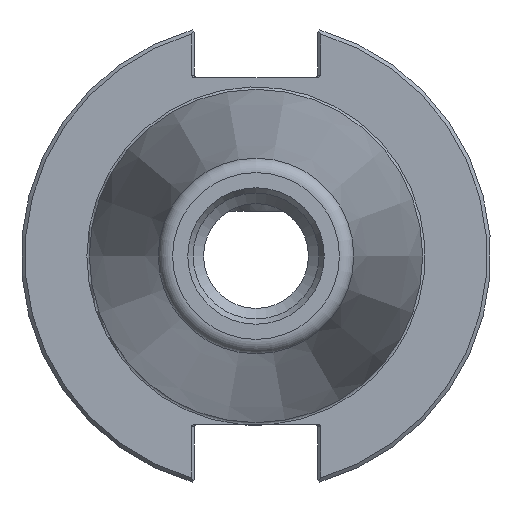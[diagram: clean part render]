
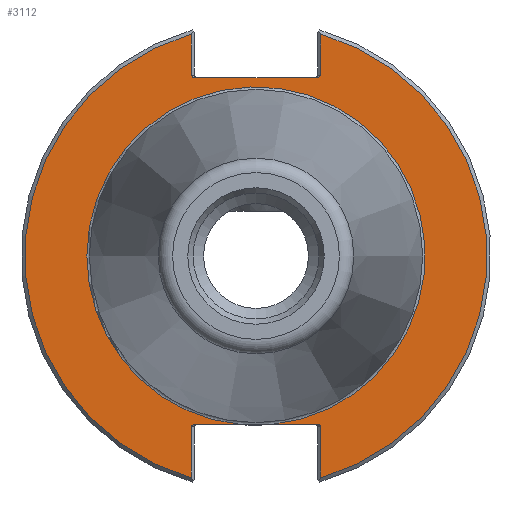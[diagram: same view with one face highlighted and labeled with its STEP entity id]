
A CAD part, left-side view. The second image highlights one B-rep face of the part: STEP entity #3112.
In plain terms, the highlighted planar face has unit normal (-1, 0, 0).
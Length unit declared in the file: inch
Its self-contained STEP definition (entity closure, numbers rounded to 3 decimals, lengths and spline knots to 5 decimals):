
#2467=CARTESIAN_POINT('',(0.125,-0.50422,1.472));
#2468=VERTEX_POINT('',#2467);
#2475=CARTESIAN_POINT('',(0.125,-0.5325,1.492));
#2476=VERTEX_POINT('',#2475);
#2477=CARTESIAN_POINT('',(0.125,-0.50422,1.492));
#2478=DIRECTION('',(-1.0,0.0,0.0));
#2479=DIRECTION('',(0.0,-1.0,0.0));
#2480=AXIS2_PLACEMENT_3D('',#2477,#2478,#2479);
#2481=ELLIPSE('',#2480,0.02828,0.02);
#2482=EDGE_CURVE('',#2468,#2476,#2481,.T.);
#2532=CARTESIAN_POINT('',(0.125,-0.5325,1.83167));
#2533=VERTEX_POINT('',#2532);
#2534=CARTESIAN_POINT('',(0.125,-0.5325,1.492));
#2535=DIRECTION('',(0.0,0.0,1.0));
#2536=VECTOR('',#2535,0.33967);
#2537=LINE('',#2534,#2536);
#2538=EDGE_CURVE('',#2476,#2533,#2537,.T.);
#2621=CARTESIAN_POINT('',(0.125,0.50422,-1.388));
#2622=VERTEX_POINT('',#2621);
#2629=CARTESIAN_POINT('',(0.125,0.5325,-1.408));
#2630=VERTEX_POINT('',#2629);
#2631=CARTESIAN_POINT('',(0.125,0.50422,-1.408));
#2632=DIRECTION('',(-1.0,0.0,0.0));
#2633=DIRECTION('',(0.0,1.0,0.0));
#2634=AXIS2_PLACEMENT_3D('',#2631,#2632,#2633);
#2635=ELLIPSE('',#2634,0.02828,0.02);
#2636=EDGE_CURVE('',#2622,#2630,#2635,.T.);
#2686=CARTESIAN_POINT('',(0.125,0.5325,-1.83167));
#2687=VERTEX_POINT('',#2686);
#2688=CARTESIAN_POINT('',(0.125,0.5325,-1.408));
#2689=DIRECTION('',(0.0,0.0,-1.0));
#2690=VECTOR('',#2689,0.42367);
#2691=LINE('',#2688,#2690);
#2692=EDGE_CURVE('',#2630,#2687,#2691,.T.);
#2717=CARTESIAN_POINT('',(0.125,-0.5325,-1.408));
#2718=VERTEX_POINT('',#2717);
#2719=CARTESIAN_POINT('',(0.125,-0.50422,-1.388));
#2720=VERTEX_POINT('',#2719);
#2721=CARTESIAN_POINT('',(0.125,-0.50422,-1.408));
#2722=DIRECTION('',(-1.0,0.0,0.0));
#2723=DIRECTION('',(0.0,-1.0,0.0));
#2724=AXIS2_PLACEMENT_3D('',#2721,#2722,#2723);
#2725=ELLIPSE('',#2724,0.02828,0.02);
#2726=EDGE_CURVE('',#2718,#2720,#2725,.T.);
#2824=CARTESIAN_POINT('',(0.125,-0.5325,-1.83167));
#2825=VERTEX_POINT('',#2824);
#2832=CARTESIAN_POINT('',(0.125,-0.5325,-1.83167));
#2833=DIRECTION('',(0.0,0.0,1.0));
#2834=VECTOR('',#2833,0.42367);
#2835=LINE('',#2832,#2834);
#2836=EDGE_CURVE('',#2825,#2718,#2835,.T.);
#2878=CARTESIAN_POINT('',(0.125,0.5325,1.492));
#2879=VERTEX_POINT('',#2878);
#2886=CARTESIAN_POINT('',(0.125,0.50422,1.472));
#2887=VERTEX_POINT('',#2886);
#2888=CARTESIAN_POINT('',(0.125,0.50422,1.492));
#2889=DIRECTION('',(-1.0,0.0,0.0));
#2890=DIRECTION('',(0.0,1.0,0.0));
#2891=AXIS2_PLACEMENT_3D('',#2888,#2889,#2890);
#2892=ELLIPSE('',#2891,0.02828,0.02);
#2893=EDGE_CURVE('',#2879,#2887,#2892,.T.);
#2978=CARTESIAN_POINT('',(0.125,0.5325,1.83167));
#2979=VERTEX_POINT('',#2978);
#2986=CARTESIAN_POINT('',(0.125,0.5325,1.83167));
#2987=DIRECTION('',(0.0,0.0,-1.0));
#2988=VECTOR('',#2987,0.33967);
#2989=LINE('',#2986,#2988);
#2990=EDGE_CURVE('',#2979,#2879,#2989,.T.);
#3025=CARTESIAN_POINT('',(0.125,-0.13957,-1.388));
#3026=VERTEX_POINT('',#3025);
#3027=CARTESIAN_POINT('',(0.125,0.13957,-1.388));
#3028=VERTEX_POINT('',#3027);
#3043=CARTESIAN_POINT('',(0.125,0.0,0.0));
#3044=DIRECTION('',(-1.0,0.0,0.0));
#3045=DIRECTION('',(0.0,-1.0,0.0));
#3046=AXIS2_PLACEMENT_3D('',#3043,#3044,#3045);
#3047=CIRCLE('',#3046,1.395);
#3048=EDGE_CURVE('',#3026,#3028,#3047,.T.);
#3064=CARTESIAN_POINT('',(0.125,1.65625,0.0));
#3065=DIRECTION('',(-1.0,0.0,0.0));
#3066=DIRECTION('',(0.0,0.0,1.0));
#3067=AXIS2_PLACEMENT_3D('',#3064,#3065,#3066);
#3068=PLANE('',#3067);
#3069=ORIENTED_EDGE('',*,*,#3048,.F.);
#3070=CARTESIAN_POINT('',(0.125,-0.50422,-1.388));
#3071=DIRECTION('',(0.0,1.0,0.0));
#3072=VECTOR('',#3071,0.36464);
#3073=LINE('',#3070,#3072);
#3074=EDGE_CURVE('',#2720,#3026,#3073,.T.);
#3075=ORIENTED_EDGE('',*,*,#3074,.F.);
#3076=ORIENTED_EDGE('',*,*,#2726,.F.);
#3077=ORIENTED_EDGE('',*,*,#2836,.F.);
#3078=CARTESIAN_POINT('',(0.125,0.0,0.0));
#3079=DIRECTION('',(1.0,0.0,0.0));
#3080=DIRECTION('',(0.0,-1.0,0.0));
#3081=AXIS2_PLACEMENT_3D('',#3078,#3079,#3080);
#3082=CIRCLE('',#3081,1.9075);
#3083=EDGE_CURVE('',#2533,#2825,#3082,.T.);
#3084=ORIENTED_EDGE('',*,*,#3083,.F.);
#3085=ORIENTED_EDGE('',*,*,#2538,.F.);
#3086=ORIENTED_EDGE('',*,*,#2482,.F.);
#3087=CARTESIAN_POINT('',(0.125,0.50422,1.472));
#3088=DIRECTION('',(0.0,-1.0,0.0));
#3089=VECTOR('',#3088,1.00843);
#3090=LINE('',#3087,#3089);
#3091=EDGE_CURVE('',#2887,#2468,#3090,.T.);
#3092=ORIENTED_EDGE('',*,*,#3091,.F.);
#3093=ORIENTED_EDGE('',*,*,#2893,.F.);
#3094=ORIENTED_EDGE('',*,*,#2990,.F.);
#3095=CARTESIAN_POINT('',(0.125,0.0,0.0));
#3096=DIRECTION('',(1.0,0.0,0.0));
#3097=DIRECTION('',(0.0,1.0,0.0));
#3098=AXIS2_PLACEMENT_3D('',#3095,#3096,#3097);
#3099=CIRCLE('',#3098,1.9075);
#3100=EDGE_CURVE('',#2687,#2979,#3099,.T.);
#3101=ORIENTED_EDGE('',*,*,#3100,.F.);
#3102=ORIENTED_EDGE('',*,*,#2692,.F.);
#3103=ORIENTED_EDGE('',*,*,#2636,.F.);
#3104=CARTESIAN_POINT('',(0.125,0.13957,-1.388));
#3105=DIRECTION('',(0.0,1.0,0.0));
#3106=VECTOR('',#3105,0.36464);
#3107=LINE('',#3104,#3106);
#3108=EDGE_CURVE('',#3028,#2622,#3107,.T.);
#3109=ORIENTED_EDGE('',*,*,#3108,.F.);
#3110=EDGE_LOOP('',(#3069,#3075,#3076,#3077,#3084,#3085,#3086,#3092,#3093,#3094,#3101,#3102,#3103,#3109));
#3111=FACE_OUTER_BOUND('',#3110,.T.);
#3112=ADVANCED_FACE('',(#3111),#3068,.T.);
